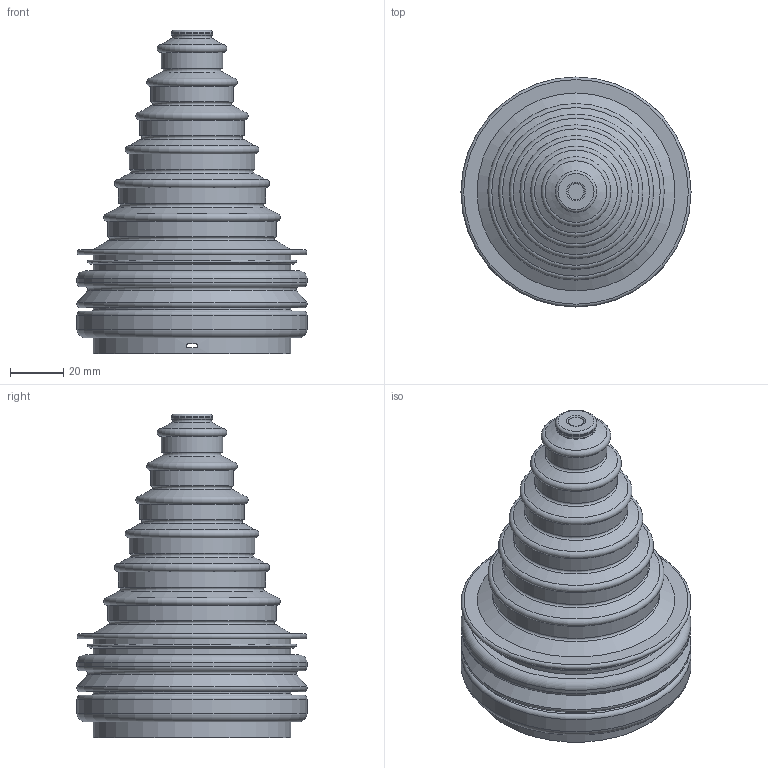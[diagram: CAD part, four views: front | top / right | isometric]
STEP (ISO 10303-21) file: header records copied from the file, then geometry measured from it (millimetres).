
FILE_DESCRIPTION( ( 'STEP AP214' ), '1' );
FILE_NAME( 'kt4.stp', '2021-04-19T12:44:50', ( 'License CC BY-ND 4.0' ), ( 'CADENAS' ), ' ', 'PARTsolutions', ' ' );
FILE_SCHEMA( ( 'AUTOMOTIVE_DESIGN { 1 0 10303 214 1 1 1 1 }' ) );
Length unit declared in the file: millimetre
Products named in the file (1): _036269
Bounding box: 86.03 x 86.03 x 121 mm (x, y, z)
Volume: 84127.6 mm3; surface area: 56845.6 mm2
Topology: 1 solids, 1 shells, 88 faces, 170 edges, 95 vertices
Faces by surface type: torus 27, cylinder 26, cone 18, plane 17
Full cylindrical faces by diameter (mm): 6 x1, 12 x1, 15.5 x1, 20 x1, 23 x1, 28 x1, 31 x1, 36 x1, 39 x1, 44 x1, 47 x1, 52 x1, 55 x1, 60 x1, 63 x1, 68 x1, 74 x4, 86 x2
Entity records: 2718 total; most frequent: CARTESIAN_POINT 400, DIRECTION 360, ORIENTED_EDGE 206, AXIS2_PLACEMENT_3D 176, EDGE_LOOP 170, FACE_OUTER_BOUND 137, VERTEX_POINT 104, EDGE_CURVE 103
